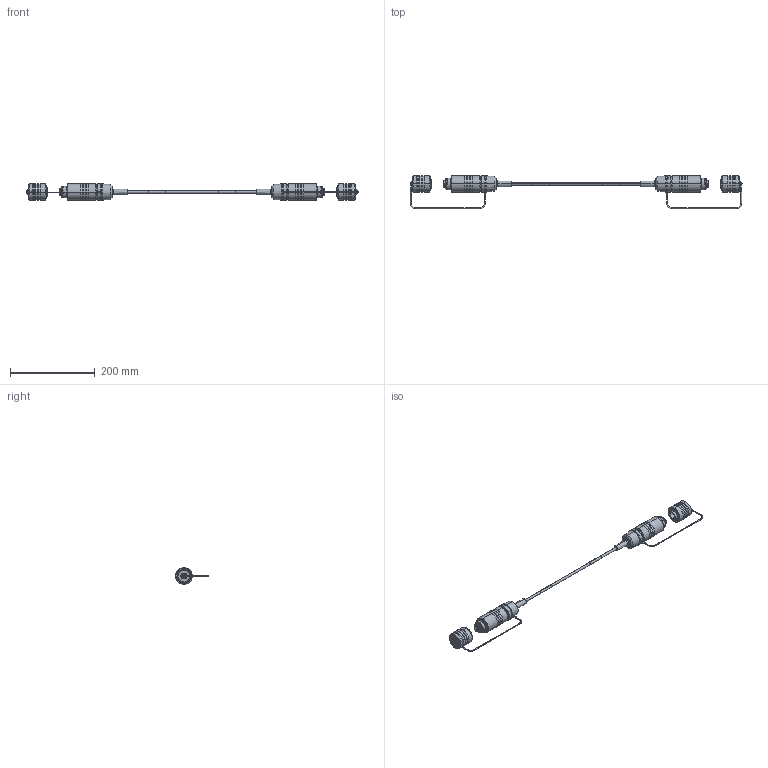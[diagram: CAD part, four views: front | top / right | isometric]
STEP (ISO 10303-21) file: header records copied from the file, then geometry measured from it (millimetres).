
FILE_DESCRIPTION (( 'STEP AP214' ), '1' );
FILE_NAME ('FCA-M8-PLPLM2MT-10_3D.step', '2023-06-09T16:45:14', ( '' ), ( '' ), 'SwSTEP 2.0', 'SolidWorks 2022', '' );
FILE_SCHEMA (( 'AUTOMOTIVE_DESIGN' ));
Length unit declared in the file: inch
Products named in the file (5): FCA-M8-PLPLM2MT-10_3D; Part3^FCA-M8-PLPLM2MT-10; Copy (2) of CCTA-Plug-4CH^FCA-M8-PLPLM2MT-10; Part2^FCA-M8-PLPLM2MT-10; Copy of CCTA-Plug-4CH^FCA-M8-PLPLM2MT-10
Assembly tree (4 placements, depth 2):
  FCA-M8-PLPLM2MT-10_3D
    Copy of CCTA-Plug-4CH^FCA-M8-PLPLM2MT-10
    Copy (2) of CCTA-Plug-4CH^FCA-M8-PLPLM2MT-10
    Part2^FCA-M8-PLPLM2MT-10
    Part3^FCA-M8-PLPLM2MT-10
Bounding box: 783.26 x 78.11 x 39.88 mm (x, y, z)
Volume: 352369.1 mm3; surface area: 92582.1 mm2
Topology: 5 solids, 13 shells, 1444 faces, 3628 edges, 2292 vertices
Faces by surface type: cylinder 442, plane 374, bspline 316, cone 296, torus 16
Entity records: 59021 total; most frequent: CARTESIAN_POINT 25557, ORIENTED_EDGE 7240, DIRECTION 6552, EDGE_CURVE 3620, AXIS2_PLACEMENT_3D 2521, VERTEX_POINT 2292, EDGE_LOOP 1578, LINE 1510
